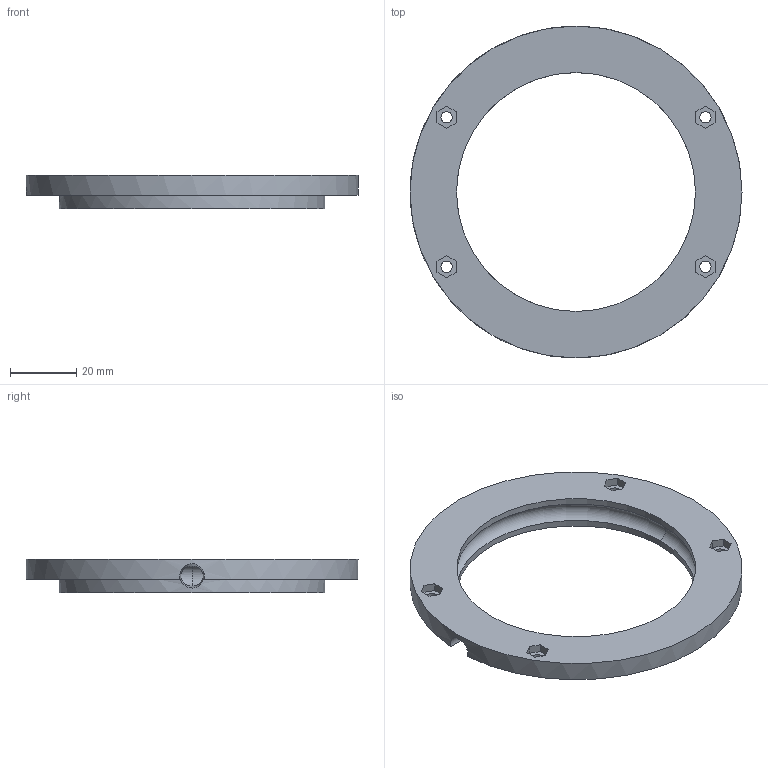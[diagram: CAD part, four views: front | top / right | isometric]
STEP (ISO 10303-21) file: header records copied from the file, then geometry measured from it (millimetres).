
FILE_DESCRIPTION(('FreeCAD Model'),'2;1');
FILE_NAME('Art4BearingRing.step', '2017-01-10T08:56:49',('Author'),(''), 'Open CASCADE STEP processor 6.8','FreeCAD','Unknown');
FILE_SCHEMA(('AUTOMOTIVE_DESIGN_CC2 { 1 2 10303 214 -1 1 5 4 }'));
Length unit declared in the file: millimetre
Products named in the file (2): ASSEMBLY; Art4BearingRingMaster
Assembly tree (1 placements, depth 2):
  ASSEMBLY
    Art4BearingRingMaster
Bounding box: 100 x 100 x 10 mm (x, y, z)
Volume: 23450.9 mm3; surface area: 13550.5 mm2
Topology: 1 solids, 1 shells, 43 faces, 119 edges, 80 vertices
Faces by surface type: plane 31, cylinder 9, torus 2, cone 1
Full cylindrical faces by diameter (mm): 3.4 x4, 72 x2, 80 x1, 100 x1
Entity records: 6594 total; most frequent: CARTESIAN_POINT 4300, DIRECTION 373, ORIENTED_EDGE 238, PCURVE 238, DEFINITIONAL_REPRESENTATION 238, LINE 225, VECTOR 225, EDGE_CURVE 119
